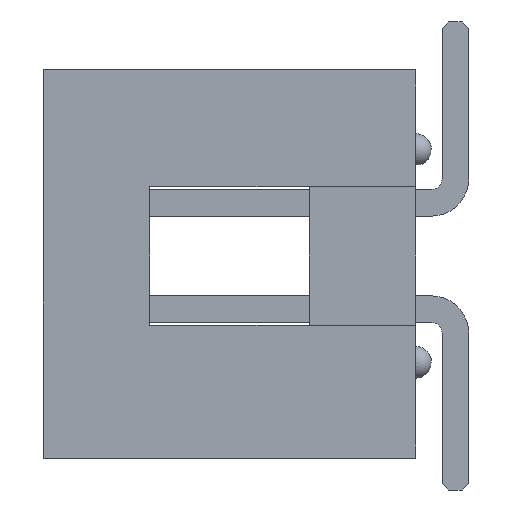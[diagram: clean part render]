
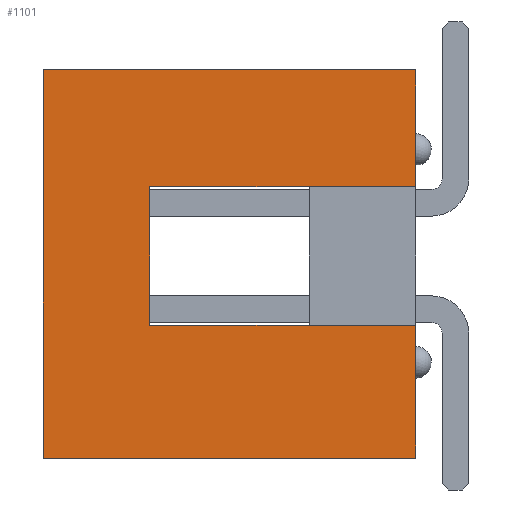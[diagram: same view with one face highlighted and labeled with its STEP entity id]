
A CAD part, left-side view. The second image highlights one B-rep face of the part: STEP entity #1101.
In plain terms, the highlighted planar face has unit normal (-1, 0, 0).
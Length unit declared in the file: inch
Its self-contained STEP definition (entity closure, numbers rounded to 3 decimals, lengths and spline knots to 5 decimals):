
#1101 = ADVANCED_FACE( '', ( #2209 ), #2210, .F. );
#2209 = FACE_OUTER_BOUND( '', #3341, .T. );
#2210 = PLANE( '', #3342 );
#3341 = EDGE_LOOP( '', ( #6703, #6704, #6705, #6706, #6707, #6708, #6709, #6710 ) );
#3342 = AXIS2_PLACEMENT_3D( '', #6711, #6712, #6713 );
#6703 = ORIENTED_EDGE( '', *, *, #7537, .F. );
#6704 = ORIENTED_EDGE( '', *, *, #7784, .F. );
#6705 = ORIENTED_EDGE( '', *, *, #8538, .F. );
#6706 = ORIENTED_EDGE( '', *, *, #8415, .F. );
#6707 = ORIENTED_EDGE( '', *, *, #8337, .T. );
#6708 = ORIENTED_EDGE( '', *, *, #7968, .T. );
#6709 = ORIENTED_EDGE( '', *, *, #8539, .F. );
#6710 = ORIENTED_EDGE( '', *, *, #8520, .F. );
#6711 = CARTESIAN_POINT( '', ( -0.65, 0., 0. ) );
#6712 = DIRECTION( '', ( 1., 0., 0. ) );
#6713 = DIRECTION( '', ( 0., 0., -1. ) );
#7537 = EDGE_CURVE( '', #9316, #9278, #9318, .T. );
#7784 = EDGE_CURVE( '', #9707, #9316, #9709, .T. );
#7968 = EDGE_CURVE( '', #9983, #9981, #9984, .T. );
#8337 = EDGE_CURVE( '', #10474, #9983, #10476, .T. );
#8415 = EDGE_CURVE( '', #10474, #10567, #10569, .T. );
#8520 = EDGE_CURVE( '', #9278, #10692, #10693, .T. );
#8538 = EDGE_CURVE( '', #10567, #9707, #10712, .T. );
#8539 = EDGE_CURVE( '', #10692, #9981, #10713, .T. );
#9278 = VERTEX_POINT( '', #11772 );
#9316 = VERTEX_POINT( '', #11830 );
#9318 = LINE( '', #11833, #11834 );
#9707 = VERTEX_POINT( '', #12401 );
#9709 = LINE( '', #12404, #12405 );
#9981 = VERTEX_POINT( '', #12814 );
#9983 = VERTEX_POINT( '', #12817 );
#9984 = LINE( '', #12818, #12819 );
#10474 = VERTEX_POINT( '', #13528 );
#10476 = LINE( '', #13531, #13532 );
#10567 = VERTEX_POINT( '', #13670 );
#10569 = LINE( '', #13673, #13674 );
#10692 = VERTEX_POINT( '', #13846 );
#10693 = LINE( '', #13847, #13848 );
#10712 = LINE( '', #13874, #13875 );
#10713 = LINE( '', #13876, #13877 );
#11772 = CARTESIAN_POINT( '', ( -0.65, 0.35, 0.175 ) );
#11830 = CARTESIAN_POINT( '', ( -0.65, 0.35, -0.19 ) );
#11833 = CARTESIAN_POINT( '', ( -0.65, 0.35, -0.19 ) );
#11834 = VECTOR( '', #14338, 39.37008 );
#12401 = CARTESIAN_POINT( '', ( -0.65, 0., -0.19 ) );
#12404 = CARTESIAN_POINT( '', ( -0.65, 0., -0.19 ) );
#12405 = VECTOR( '', #14548, 39.37008 );
#12814 = CARTESIAN_POINT( '', ( -0.65, 0., 0.065 ) );
#12817 = CARTESIAN_POINT( '', ( -0.65, 0.25, 0.065 ) );
#12818 = CARTESIAN_POINT( '', ( -0.65, 0.25, 0.065 ) );
#12819 = VECTOR( '', #14708, 39.37008 );
#13528 = CARTESIAN_POINT( '', ( -0.65, 0.25, -0.065 ) );
#13531 = CARTESIAN_POINT( '', ( -0.65, 0.25, 0. ) );
#13532 = VECTOR( '', #15034, 39.37008 );
#13670 = CARTESIAN_POINT( '', ( -0.65, 0., -0.065 ) );
#13673 = CARTESIAN_POINT( '', ( -0.65, 0.25, -0.065 ) );
#13674 = VECTOR( '', #15101, 39.37008 );
#13846 = CARTESIAN_POINT( '', ( -0.65, 0., 0.175 ) );
#13847 = CARTESIAN_POINT( '', ( -0.65, 0.35, 0.175 ) );
#13848 = VECTOR( '', #15181, 39.37008 );
#13874 = CARTESIAN_POINT( '', ( -0.65, 0., 0.175 ) );
#13875 = VECTOR( '', #15192, 39.37008 );
#13876 = CARTESIAN_POINT( '', ( -0.65, 0., 0.175 ) );
#13877 = VECTOR( '', #15193, 39.37008 );
#14338 = DIRECTION( '', ( 0., 0., 1. ) );
#14548 = DIRECTION( '', ( 0., 1., 0. ) );
#14708 = DIRECTION( '', ( 0., -1., 0. ) );
#15034 = DIRECTION( '', ( 0., 0., 1. ) );
#15101 = DIRECTION( '', ( 0., -1., 0. ) );
#15181 = DIRECTION( '', ( 0., -1., 0. ) );
#15192 = DIRECTION( '', ( 0., 0., -1. ) );
#15193 = DIRECTION( '', ( 0., 0., -1. ) );
